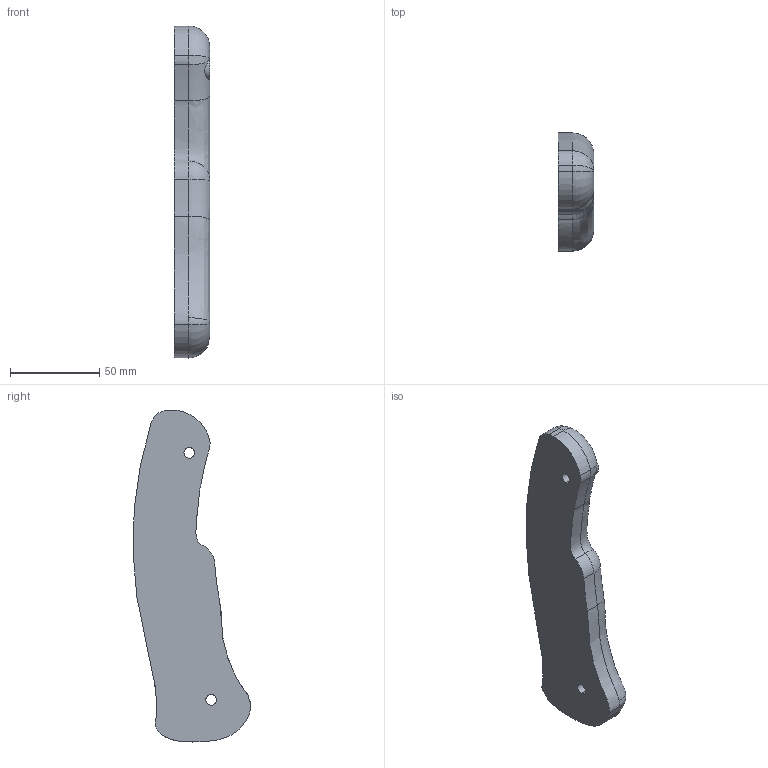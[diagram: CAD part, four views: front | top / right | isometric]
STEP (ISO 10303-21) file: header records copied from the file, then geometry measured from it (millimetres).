
FILE_DESCRIPTION (( 'STEP AP203' ), '1' );
FILE_NAME ('Handle left back_Default_sldprt.STEP', '2026-02-04T19:32:57', ( '' ), ( '' ), 'SwSTEP 2.0', 'SolidWorks 2025', '' );
FILE_SCHEMA (( 'CONFIG_CONTROL_DESIGN' ));
Length unit declared in the file: millimetre
Products named in the file (1): Handle left back_Default_sldprt
Bounding box: 20 x 66.07 x 186.08 mm (x, y, z)
Volume: 137853.8 mm3; surface area: 22342.8 mm2
Topology: 1 solids, 1 shells, 36 faces, 89 edges, 52 vertices
Faces by surface type: cylinder 16, bspline 11, torus 6, plane 2, sphere 1
Entity records: 3630 total; most frequent: CARTESIAN_POINT 2773, ORIENTED_EDGE 172, DIRECTION 150, EDGE_CURVE 86, AXIS2_PLACEMENT_3D 66, VERTEX_POINT 52, CIRCLE 40, EDGE_LOOP 40
